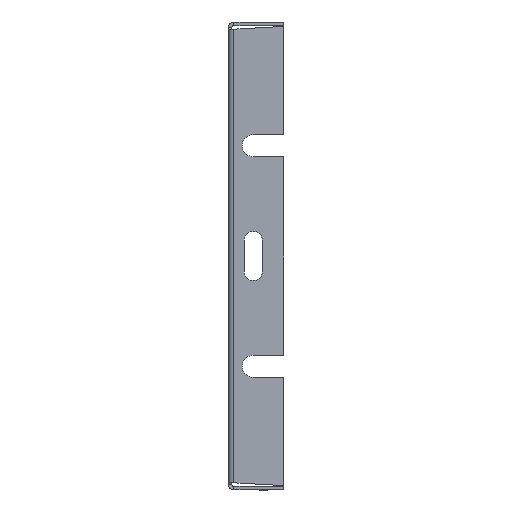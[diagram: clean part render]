
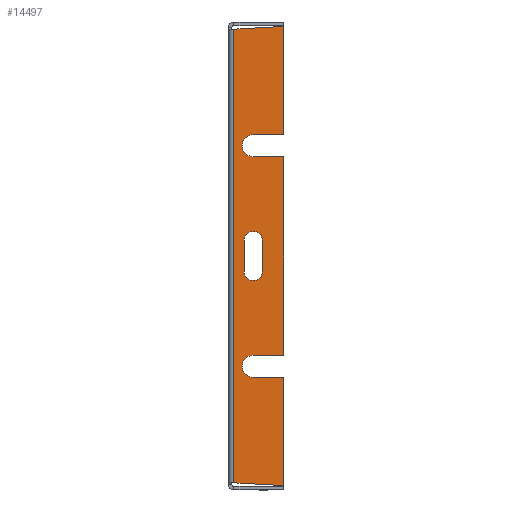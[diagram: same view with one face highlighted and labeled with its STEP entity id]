
A CAD part, left-side view. The second image highlights one B-rep face of the part: STEP entity #14497.
In plain terms, the highlighted planar face has unit normal (-1, 0, 0).
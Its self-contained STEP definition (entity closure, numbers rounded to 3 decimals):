
#23 = VERTEX_POINT ( 'NONE', #8094 ) ;
#134 = DIRECTION ( 'NONE',  ( 0., 1., 0. ) ) ;
#152 = VERTEX_POINT ( 'NONE', #6923 ) ;
#162 = LINE ( 'NONE', #12976, #1982 ) ;
#374 = PLANE ( 'NONE',  #3759 ) ;
#449 = DIRECTION ( 'NONE',  ( 0., -0.998, -0.056 ) ) ;
#683 = LINE ( 'NONE', #13195, #4675 ) ;
#872 = DIRECTION ( 'NONE',  ( 0., 1., 0. ) ) ;
#907 = LINE ( 'NONE', #1579, #14021 ) ;
#924 = EDGE_CURVE ( 'NONE', #152, #9815, #15924, .T. ) ;
#962 = VERTEX_POINT ( 'NONE', #3384 ) ;
#1028 = DIRECTION ( 'NONE',  ( 0., 0., -1. ) ) ;
#1151 = CARTESIAN_POINT ( 'NONE',  ( 0.075, 3.53, -12.155 ) ) ;
#1579 = CARTESIAN_POINT ( 'NONE',  ( 0.075, 3.53, -4.155 ) ) ;
#1733 = DIRECTION ( 'NONE',  ( -1., 0., 0. ) ) ;
#1754 = VECTOR ( 'NONE', #7574, 1000. ) ;
#1898 = ORIENTED_EDGE ( 'NONE', *, *, #924, .T. ) ;
#1982 = VECTOR ( 'NONE', #5436, 1000. ) ;
#2185 = ORIENTED_EDGE ( 'NONE', *, *, #3270, .T. ) ;
#2187 = EDGE_CURVE ( 'NONE', #5097, #2672, #12186, .T. ) ;
#2517 = ORIENTED_EDGE ( 'NONE', *, *, #11973, .F. ) ;
#2527 = ORIENTED_EDGE ( 'NONE', *, *, #11331, .T. ) ;
#2620 = CIRCLE ( 'NONE', #10641, 0.325 ) ;
#2666 = VECTOR ( 'NONE', #14701, 1000. ) ;
#2672 = VERTEX_POINT ( 'NONE', #5241 ) ;
#2918 = CARTESIAN_POINT ( 'NONE',  ( 0.075, 4.63, -7.99 ) ) ;
#3135 = ORIENTED_EDGE ( 'NONE', *, *, #9755, .T. ) ;
#3141 = EDGE_CURVE ( 'NONE', #7999, #3807, #10237, .T. ) ;
#3270 = EDGE_CURVE ( 'NONE', #9815, #4156, #14002, .T. ) ;
#3302 = DIRECTION ( 'NONE',  ( 1., 0., 0. ) ) ;
#3384 = CARTESIAN_POINT ( 'NONE',  ( 0.075, 3.53, -16.875 ) ) ;
#3416 = CARTESIAN_POINT ( 'NONE',  ( 0.075, 3.53, -4.955 ) ) ;
#3535 = AXIS2_PLACEMENT_3D ( 'NONE', #6155, #16476, #7422 ) ;
#3633 = CIRCLE ( 'NONE', #9423, 0.4 ) ;
#3654 = CARTESIAN_POINT ( 'NONE',  ( 0.075, 4.305, -9.12 ) ) ;
#3759 = AXIS2_PLACEMENT_3D ( 'NONE', #5352, #1733, #7847 ) ;
#3807 = VERTEX_POINT ( 'NONE', #13365 ) ;
#3972 = CARTESIAN_POINT ( 'NONE',  ( 0.075, 3.53, -0.235 ) ) ;
#4115 = VERTEX_POINT ( 'NONE', #12736 ) ;
#4155 = VERTEX_POINT ( 'NONE', #3972 ) ;
#4156 = VERTEX_POINT ( 'NONE', #12846 ) ;
#4359 = CARTESIAN_POINT ( 'NONE',  ( 0.075, 5.33, -0.335 ) ) ;
#4675 = VECTOR ( 'NONE', #449, 1000. ) ;
#5004 = FACE_OUTER_BOUND ( 'NONE', #16244, .T. ) ;
#5097 = VERTEX_POINT ( 'NONE', #3416 ) ;
#5114 = VERTEX_POINT ( 'NONE', #13470 ) ;
#5241 = CARTESIAN_POINT ( 'NONE',  ( 0.075, 4.63, -4.955 ) ) ;
#5352 = CARTESIAN_POINT ( 'NONE',  ( 0.075, 5.33, -0.275 ) ) ;
#5436 = DIRECTION ( 'NONE',  ( 0., 0., -1. ) ) ;
#5522 = DIRECTION ( 'NONE',  ( 0., -0.998, 0.056 ) ) ;
#5778 = VECTOR ( 'NONE', #872, 1000. ) ;
#6155 = CARTESIAN_POINT ( 'NONE',  ( 0.075, 4.63, -9.12 ) ) ;
#6159 = CARTESIAN_POINT ( 'NONE',  ( 0.075, 4.63, -4.555 ) ) ;
#6585 = CARTESIAN_POINT ( 'NONE',  ( 0.075, 3.53, -4.955 ) ) ;
#6592 = EDGE_CURVE ( 'NONE', #5097, #15680, #13141, .T. ) ;
#6648 = EDGE_CURVE ( 'NONE', #10344, #8632, #2620, .T. ) ;
#6676 = LINE ( 'NONE', #9563, #13037 ) ;
#6923 = CARTESIAN_POINT ( 'NONE',  ( 0.075, 3.53, -12.955 ) ) ;
#7119 = LINE ( 'NONE', #3654, #1754 ) ;
#7422 = DIRECTION ( 'NONE',  ( 0., -1., 0. ) ) ;
#7514 = ORIENTED_EDGE ( 'NONE', *, *, #7909, .F. ) ;
#7541 = EDGE_CURVE ( 'NONE', #13553, #23, #162, .T. ) ;
#7574 = DIRECTION ( 'NONE',  ( 0., 0., 1. ) ) ;
#7790 = DIRECTION ( 'NONE',  ( 0., 1., 0. ) ) ;
#7847 = DIRECTION ( 'NONE',  ( 0., 0., 1. ) ) ;
#7909 = EDGE_CURVE ( 'NONE', #5114, #8632, #7119, .T. ) ;
#7999 = VERTEX_POINT ( 'NONE', #8925 ) ;
#8094 = CARTESIAN_POINT ( 'NONE',  ( 0.075, 5.33, -16.775 ) ) ;
#8182 = VECTOR ( 'NONE', #134, 1000. ) ;
#8502 = LINE ( 'NONE', #12712, #14867 ) ;
#8577 = LINE ( 'NONE', #10510, #8960 ) ;
#8632 = VERTEX_POINT ( 'NONE', #14860 ) ;
#8658 = DIRECTION ( 'NONE',  ( 1., 0., 0. ) ) ;
#8776 = AXIS2_PLACEMENT_3D ( 'NONE', #9703, #3302, #9811 ) ;
#8838 = DIRECTION ( 'NONE',  ( 0., 1., 0. ) ) ;
#8925 = CARTESIAN_POINT ( 'NONE',  ( 0.075, 3.53, -4.155 ) ) ;
#8932 = ORIENTED_EDGE ( 'NONE', *, *, #12479, .T. ) ;
#8960 = VECTOR ( 'NONE', #5522, 1000. ) ;
#8966 = EDGE_CURVE ( 'NONE', #962, #152, #6676, .T. ) ;
#9083 = DIRECTION ( 'NONE',  ( 1., 0., 0. ) ) ;
#9422 = ORIENTED_EDGE ( 'NONE', *, *, #6592, .F. ) ;
#9423 = AXIS2_PLACEMENT_3D ( 'NONE', #6159, #8658, #1028 ) ;
#9431 = ORIENTED_EDGE ( 'NONE', *, *, #7541, .T. ) ;
#9563 = CARTESIAN_POINT ( 'NONE',  ( 0.075, 3.53, -16.875 ) ) ;
#9703 = CARTESIAN_POINT ( 'NONE',  ( 0.075, 4.63, -12.555 ) ) ;
#9755 = EDGE_CURVE ( 'NONE', #23, #962, #683, .T. ) ;
#9811 = DIRECTION ( 'NONE',  ( 0., 0., -1. ) ) ;
#9815 = VERTEX_POINT ( 'NONE', #14596 ) ;
#9932 = CARTESIAN_POINT ( 'NONE',  ( 0.075, 4.955, -7.99 ) ) ;
#10052 = DIRECTION ( 'NONE',  ( 0., 0., -1. ) ) ;
#10091 = ORIENTED_EDGE ( 'NONE', *, *, #8966, .T. ) ;
#10237 = LINE ( 'NONE', #14516, #2666 ) ;
#10344 = VERTEX_POINT ( 'NONE', #9932 ) ;
#10473 = ORIENTED_EDGE ( 'NONE', *, *, #15560, .F. ) ;
#10510 = CARTESIAN_POINT ( 'NONE',  ( 0.075, 5.33, -0.335 ) ) ;
#10641 = AXIS2_PLACEMENT_3D ( 'NONE', #2918, #9083, #7790 ) ;
#11331 = EDGE_CURVE ( 'NONE', #5114, #4115, #11748, .T. ) ;
#11388 = LINE ( 'NONE', #1151, #14977 ) ;
#11507 = ORIENTED_EDGE ( 'NONE', *, *, #14356, .T. ) ;
#11610 = DIRECTION ( 'NONE',  ( 0., 0., -1. ) ) ;
#11748 = CIRCLE ( 'NONE', #3535, 0.325 ) ;
#11973 = EDGE_CURVE ( 'NONE', #10344, #4115, #8502, .T. ) ;
#12065 = EDGE_LOOP ( 'NONE', ( #14373, #7514, #2527, #2517 ) ) ;
#12186 = LINE ( 'NONE', #6585, #8182 ) ;
#12427 = ORIENTED_EDGE ( 'NONE', *, *, #13988, .F. ) ;
#12479 = EDGE_CURVE ( 'NONE', #7999, #4155, #907, .T. ) ;
#12638 = CARTESIAN_POINT ( 'NONE',  ( 0.075, 3.53, -4.955 ) ) ;
#12712 = CARTESIAN_POINT ( 'NONE',  ( 0.075, 4.955, -7.99 ) ) ;
#12736 = CARTESIAN_POINT ( 'NONE',  ( 0.075, 4.955, -9.12 ) ) ;
#12846 = CARTESIAN_POINT ( 'NONE',  ( 0.075, 4.63, -12.155 ) ) ;
#12976 = CARTESIAN_POINT ( 'NONE',  ( 0.075, 5.33, -0.335 ) ) ;
#13022 = DIRECTION ( 'NONE',  ( 0., 0., 1. ) ) ;
#13037 = VECTOR ( 'NONE', #14722, 1000. ) ;
#13141 = LINE ( 'NONE', #12638, #15338 ) ;
#13195 = CARTESIAN_POINT ( 'NONE',  ( 0.075, 5.33, -16.775 ) ) ;
#13365 = CARTESIAN_POINT ( 'NONE',  ( 0.075, 4.63, -4.155 ) ) ;
#13470 = CARTESIAN_POINT ( 'NONE',  ( 0.075, 4.305, -9.12 ) ) ;
#13471 = ORIENTED_EDGE ( 'NONE', *, *, #3141, .F. ) ;
#13553 = VERTEX_POINT ( 'NONE', #4359 ) ;
#13577 = FACE_BOUND ( 'NONE', #12065, .T. ) ;
#13988 = EDGE_CURVE ( 'NONE', #15680, #4156, #11388, .T. ) ;
#14002 = CIRCLE ( 'NONE', #8776, 0.4 ) ;
#14021 = VECTOR ( 'NONE', #13022, 1000. ) ;
#14356 = EDGE_CURVE ( 'NONE', #2672, #3807, #3633, .T. ) ;
#14373 = ORIENTED_EDGE ( 'NONE', *, *, #6648, .T. ) ;
#14497 = ADVANCED_FACE ( 'NONE', ( #5004, #13577 ), #374, .T. ) ;
#14516 = CARTESIAN_POINT ( 'NONE',  ( 0.075, 3.53, -4.155 ) ) ;
#14596 = CARTESIAN_POINT ( 'NONE',  ( 0.075, 4.63, -12.955 ) ) ;
#14701 = DIRECTION ( 'NONE',  ( 0., 1., 0. ) ) ;
#14722 = DIRECTION ( 'NONE',  ( 0., 0., 1. ) ) ;
#14860 = CARTESIAN_POINT ( 'NONE',  ( 0.075, 4.305, -7.99 ) ) ;
#14867 = VECTOR ( 'NONE', #11610, 1000. ) ;
#14977 = VECTOR ( 'NONE', #8838, 1000. ) ;
#15338 = VECTOR ( 'NONE', #10052, 1000. ) ;
#15560 = EDGE_CURVE ( 'NONE', #13553, #4155, #8577, .T. ) ;
#15680 = VERTEX_POINT ( 'NONE', #16253 ) ;
#15924 = LINE ( 'NONE', #16275, #5778 ) ;
#16074 = ORIENTED_EDGE ( 'NONE', *, *, #2187, .T. ) ;
#16244 = EDGE_LOOP ( 'NONE', ( #9431, #3135, #10091, #1898, #2185, #12427, #9422, #16074, #11507, #13471, #8932, #10473 ) ) ;
#16253 = CARTESIAN_POINT ( 'NONE',  ( 0.075, 3.53, -12.155 ) ) ;
#16275 = CARTESIAN_POINT ( 'NONE',  ( 0.075, 3.53, -12.955 ) ) ;
#16476 = DIRECTION ( 'NONE',  ( 1., 0., 0. ) ) ;
